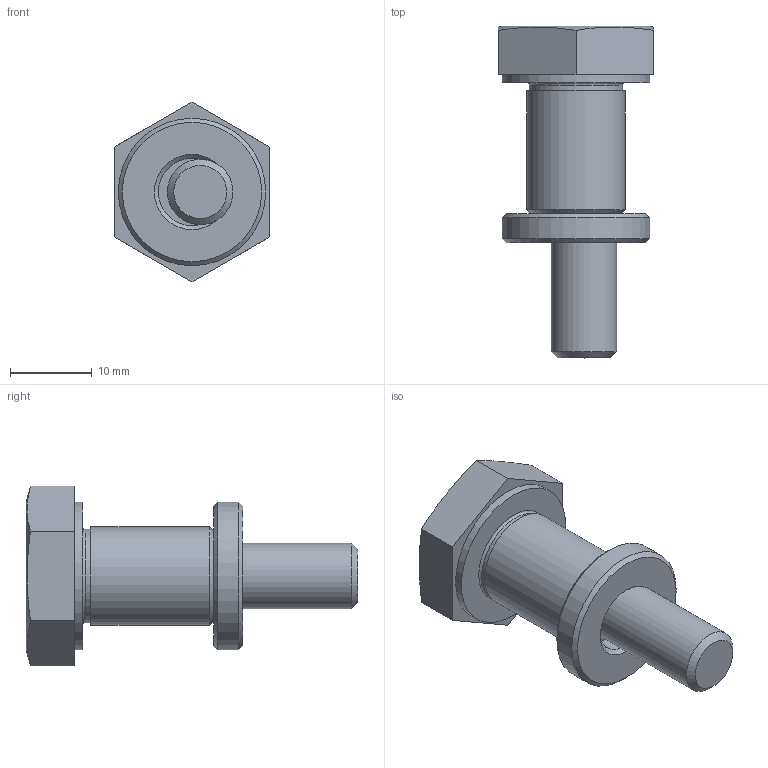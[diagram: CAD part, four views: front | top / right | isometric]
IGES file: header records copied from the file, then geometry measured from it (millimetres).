
Global section: file name: 801205.stp.ipt; native system: Autodesk Inventor 2014; preprocessor: unknown; author: zeman; date: 20151016.102058; units: millimetre
Bounding box: 19 x 40.5 x 21.94 mm (x, y, z)
Volume: 5232 mm3; surface area: 4272.8 mm2
Topology: 3 solids, 3 shells, 43 faces, 92 edges, 60 vertices
Faces by surface type: plane 23, revolution 8, cylinder 6, cone 5, bspline 1
Full cylindrical faces by diameter (mm): 8 x1, 11.4 x1, 12 x1, 13 x1, 18 x2
